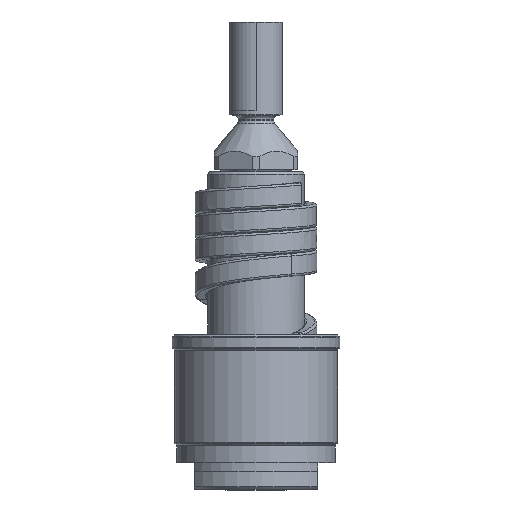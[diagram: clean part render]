
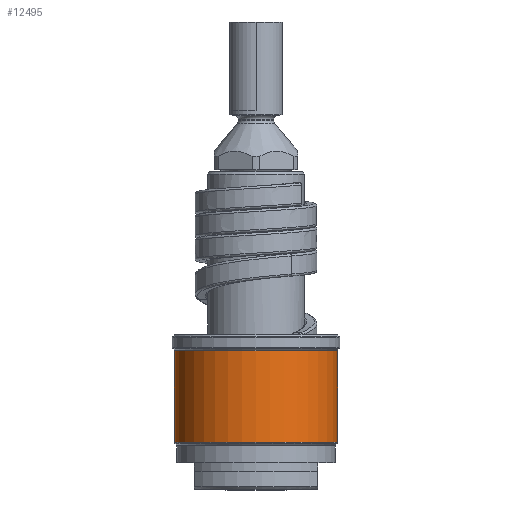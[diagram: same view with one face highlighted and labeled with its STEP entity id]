
A CAD part, front view. The second image highlights one B-rep face of the part: STEP entity #12495.
In plain terms, the highlighted cylindrical face has radius 18.5 mm (diameter 37 mm), a partial arc.
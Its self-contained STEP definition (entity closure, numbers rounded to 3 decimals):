
#4610=CARTESIAN_POINT('',(0.,0.,10.583));
#4611=DIRECTION('',(0.,0.,1.));
#4612=DIRECTION('',(-1.,0.,0.));
#4613=AXIS2_PLACEMENT_3D('',#4610,#4611,#4612);
#4615=DIRECTION('',(0.,0.,-1.));
#4616=VECTOR('',#4615,20.834);
#4617=CARTESIAN_POINT('',(-18.5,0.,31.417));
#4618=LINE('',#4617,#4616);
#4619=CARTESIAN_POINT('',(0.,0.,31.417));
#4620=DIRECTION('',(0.,0.,1.));
#4621=DIRECTION('',(-1.,0.,0.));
#4622=AXIS2_PLACEMENT_3D('',#4619,#4620,#4621);
#4624=DIRECTION('',(0.,0.,-1.));
#4625=VECTOR('',#4624,20.834);
#4626=CARTESIAN_POINT('',(18.5,0.,31.417));
#4627=LINE('',#4626,#4625);
#5285=CARTESIAN_POINT('',(18.5,0.,31.417));
#5286=CARTESIAN_POINT('',(-18.5,0.,31.417));
#5287=VERTEX_POINT('',#5285);
#5288=VERTEX_POINT('',#5286);
#5311=CARTESIAN_POINT('',(18.5,0.,10.583));
#5312=VERTEX_POINT('',#5311);
#5313=CARTESIAN_POINT('',(-18.5,0.,10.583));
#5314=VERTEX_POINT('',#5313);
#12481=CARTESIAN_POINT('',(0.,0.,8.75));
#12482=DIRECTION('',(0.,0.,1.));
#12483=DIRECTION('',(-1.,0.,0.));
#12484=AXIS2_PLACEMENT_3D('',#12481,#12482,#12483);
#12485=CYLINDRICAL_SURFACE('',#12484,18.5);
#12487=ORIENTED_EDGE('',*,*,#12486,.F.);
#12489=ORIENTED_EDGE('',*,*,#12488,.F.);
#12490=ORIENTED_EDGE('',*,*,#12471,.T.);
#12492=ORIENTED_EDGE('',*,*,#12491,.T.);
#12493=EDGE_LOOP('',(#12487,#12489,#12490,#12492));
#12494=FACE_OUTER_BOUND('',#12493,.F.);
#4614=CIRCLE('',#4613,18.5);
#4623=CIRCLE('',#4622,18.5);
#12471=EDGE_CURVE('',#5288,#5287,#4623,.T.);
#12486=EDGE_CURVE('',#5314,#5312,#4614,.T.);
#12488=EDGE_CURVE('',#5288,#5314,#4618,.T.);
#12491=EDGE_CURVE('',#5287,#5312,#4627,.T.);
#12495=ADVANCED_FACE('',(#12494),#12485,.T.);
